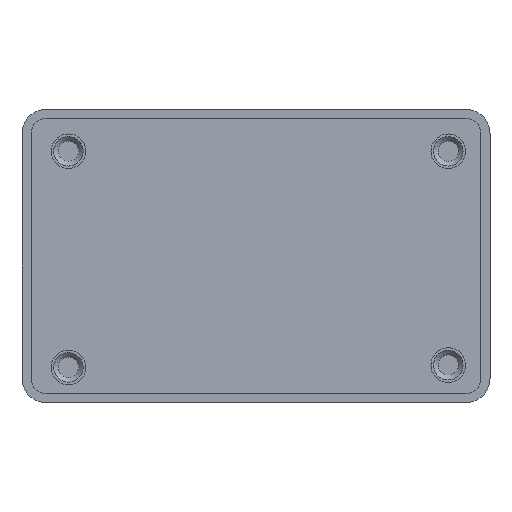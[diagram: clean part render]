
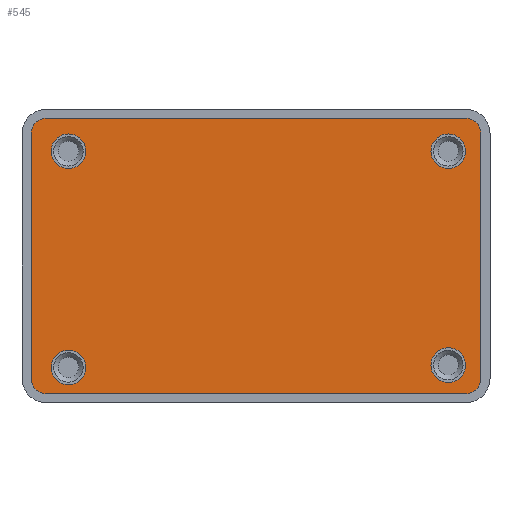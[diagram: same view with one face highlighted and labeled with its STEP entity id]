
A CAD part, top view. The second image highlights one B-rep face of the part: STEP entity #545.
In plain terms, the highlighted planar face has unit normal (0, 0, 1).
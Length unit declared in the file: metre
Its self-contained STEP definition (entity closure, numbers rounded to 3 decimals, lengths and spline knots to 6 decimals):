
#36=LINE('',#942,#68);
#37=LINE('',#947,#69);
#38=LINE('',#951,#70);
#39=LINE('',#955,#71);
#68=VECTOR('',#766,1.);
#69=VECTOR('',#769,1.);
#70=VECTOR('',#772,1.);
#71=VECTOR('',#775,1.);
#90=PLANE('',#621);
#169=ORIENTED_EDGE('',*,*,#238,.T.);
#170=ORIENTED_EDGE('',*,*,#279,.T.);
#171=ORIENTED_EDGE('',*,*,#244,.T.);
#172=ORIENTED_EDGE('',*,*,#280,.T.);
#173=ORIENTED_EDGE('',*,*,#281,.T.);
#174=ORIENTED_EDGE('',*,*,#282,.F.);
#175=ORIENTED_EDGE('',*,*,#283,.T.);
#176=ORIENTED_EDGE('',*,*,#284,.F.);
#177=ORIENTED_EDGE('',*,*,#285,.T.);
#178=ORIENTED_EDGE('',*,*,#286,.F.);
#179=ORIENTED_EDGE('',*,*,#287,.T.);
#180=ORIENTED_EDGE('',*,*,#288,.F.);
#238=EDGE_CURVE('',#306,#306,#358,.T.);
#244=EDGE_CURVE('',#312,#312,#364,.T.);
#279=EDGE_CURVE('',#339,#339,#379,.T.);
#280=EDGE_CURVE('',#340,#340,#380,.T.);
#281=EDGE_CURVE('',#341,#342,#36,.T.);
#282=EDGE_CURVE('',#343,#342,#381,.T.);
#283=EDGE_CURVE('',#343,#344,#37,.T.);
#284=EDGE_CURVE('',#345,#344,#382,.T.);
#285=EDGE_CURVE('',#345,#346,#38,.F.);
#286=EDGE_CURVE('',#347,#346,#383,.T.);
#287=EDGE_CURVE('',#347,#348,#39,.F.);
#288=EDGE_CURVE('',#341,#348,#384,.T.);
#306=VERTEX_POINT('',#848);
#312=VERTEX_POINT('',#864);
#339=VERTEX_POINT('',#939);
#340=VERTEX_POINT('',#941);
#341=VERTEX_POINT('',#943);
#342=VERTEX_POINT('',#944);
#343=VERTEX_POINT('',#946);
#344=VERTEX_POINT('',#948);
#345=VERTEX_POINT('',#950);
#346=VERTEX_POINT('',#952);
#347=VERTEX_POINT('',#954);
#348=VERTEX_POINT('',#956);
#358=CIRCLE('',#584,0.00381);
#364=CIRCLE('',#594,0.00381);
#379=CIRCLE('',#622,0.00381);
#380=CIRCLE('',#623,0.00381);
#381=CIRCLE('',#624,0.003381);
#382=CIRCLE('',#625,0.003381);
#383=CIRCLE('',#626,0.003381);
#384=CIRCLE('',#627,0.003381);
#416=EDGE_LOOP('',(#169));
#417=EDGE_LOOP('',(#170));
#418=EDGE_LOOP('',(#171));
#419=EDGE_LOOP('',(#172));
#420=EDGE_LOOP('',(#173,#174,#175,#176,#177,#178,#179,#180));
#476=FACE_BOUND('',#416,.T.);
#477=FACE_BOUND('',#417,.T.);
#478=FACE_BOUND('',#418,.T.);
#479=FACE_BOUND('',#419,.T.);
#480=FACE_BOUND('',#420,.T.);
#545=ADVANCED_FACE('',(#476,#477,#478,#479,#480),#90,.F.);
#584=AXIS2_PLACEMENT_3D('',#847,#666,#667);
#594=AXIS2_PLACEMENT_3D('',#863,#686,#687);
#621=AXIS2_PLACEMENT_3D('',#937,#760,#761);
#622=AXIS2_PLACEMENT_3D('',#938,#762,#763);
#623=AXIS2_PLACEMENT_3D('',#940,#764,#765);
#624=AXIS2_PLACEMENT_3D('',#945,#767,#768);
#625=AXIS2_PLACEMENT_3D('',#949,#770,#771);
#626=AXIS2_PLACEMENT_3D('',#953,#773,#774);
#627=AXIS2_PLACEMENT_3D('',#957,#776,#777);
#666=DIRECTION('',(0.,0.,-1.));
#667=DIRECTION('',(-1.,0.,0.));
#686=DIRECTION('',(0.,0.,-1.));
#687=DIRECTION('',(-1.,0.,0.));
#760=DIRECTION('',(0.,0.,-1.));
#761=DIRECTION('',(-1.,0.,0.));
#762=DIRECTION('',(0.,0.,-1.));
#763=DIRECTION('',(-1.,0.,0.));
#764=DIRECTION('',(0.,0.,-1.));
#765=DIRECTION('',(-1.,0.,0.));
#766=DIRECTION('',(1.,0.,0.));
#767=DIRECTION('',(0.,0.,-1.));
#768=DIRECTION('',(-1.,0.,0.));
#769=DIRECTION('',(0.,1.,0.));
#770=DIRECTION('',(0.,0.,-1.));
#771=DIRECTION('',(-1.,0.,0.));
#772=DIRECTION('',(1.,0.,0.));
#773=DIRECTION('',(0.,0.,-1.));
#774=DIRECTION('',(-1.,0.,0.));
#775=DIRECTION('',(0.,1.,0.));
#776=DIRECTION('',(0.,0.,-1.));
#777=DIRECTION('',(-1.,0.,0.));
#847=CARTESIAN_POINT('',(0.1365,-0.052,-0.00635));
#848=CARTESIAN_POINT('',(0.13269,-0.052,-0.00635));
#863=CARTESIAN_POINT('',(0.1365,-0.0995,-0.00635));
#864=CARTESIAN_POINT('',(0.13269,-0.0995,-0.00635));
#937=CARTESIAN_POINT('',(0.153023,-0.090146,-0.00635));
#938=CARTESIAN_POINT('',(0.22,-0.052,-0.00635));
#939=CARTESIAN_POINT('',(0.21619,-0.052,-0.00635));
#940=CARTESIAN_POINT('',(0.22,-0.099,-0.00635));
#941=CARTESIAN_POINT('',(0.21619,-0.099,-0.00635));
#942=CARTESIAN_POINT('',(0.164359,-0.105281,-0.00635));
#943=CARTESIAN_POINT('',(0.131688,-0.105281,-0.00635));
#944=CARTESIAN_POINT('',(0.223789,-0.105281,-0.00635));
#945=CARTESIAN_POINT('',(0.223789,-0.1019,-0.00635));
#946=CARTESIAN_POINT('',(0.227169,-0.1019,-0.00635));
#947=CARTESIAN_POINT('',(0.227169,-0.066364,-0.00635));
#948=CARTESIAN_POINT('',(0.227169,-0.048121,-0.00635));
#949=CARTESIAN_POINT('',(0.223789,-0.048121,-0.00635));
#950=CARTESIAN_POINT('',(0.223789,-0.04474,-0.00635));
#951=CARTESIAN_POINT('',(0.164359,-0.04474,-0.00635));
#952=CARTESIAN_POINT('',(0.131688,-0.04474,-0.00635));
#953=CARTESIAN_POINT('',(0.131688,-0.048121,-0.00635));
#954=CARTESIAN_POINT('',(0.128307,-0.048121,-0.00635));
#955=CARTESIAN_POINT('',(0.128307,-0.066364,-0.00635));
#956=CARTESIAN_POINT('',(0.128307,-0.1019,-0.00635));
#957=CARTESIAN_POINT('',(0.131688,-0.1019,-0.00635));
